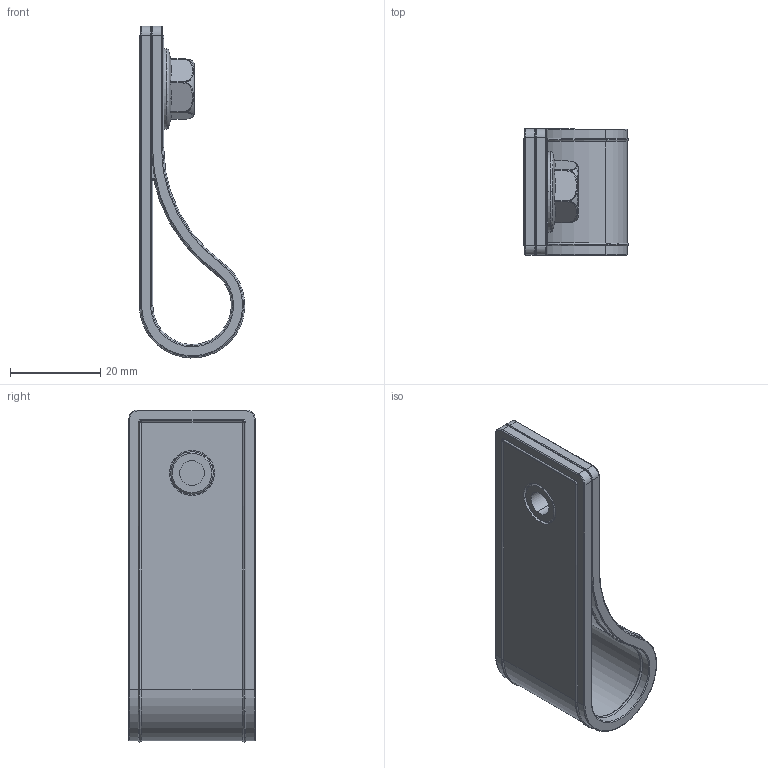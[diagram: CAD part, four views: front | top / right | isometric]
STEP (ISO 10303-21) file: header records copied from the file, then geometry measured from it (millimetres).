
FILE_DESCRIPTION(('Creo Elements/Direct Modeling STEP Export'),'2;1');
FILE_NAME('E018-74.stp','2023-10-17T11:05:01',(''),(''),'Creo Elements/Direct Modeling STEP processor for AP214 (Solid Model)','Creo Elements/Direct Modeling 20.0 12-Nov-2016 (C) Parametric Technology GmbH','');
FILE_SCHEMA(('AUTOMOTIVE_DESIGN { 1 0 10303 214 1 1 1 1 }'));
Length unit declared in the file: millimetre
Products named in the file (4): 2.2; Naht_3; 1; 8298-74.step
Assembly tree (3 placements, depth 2):
  8298-74.step
    1
    Naht_3
    2.2
Bounding box: 23.37 x 28 x 73.7 mm (x, y, z)
Volume: 12287.7 mm3; surface area: 13069.7 mm2
Topology: 3 solids, 3 shells, 180 faces, 434 edges, 250 vertices
Faces by surface type: cylinder 62, torus 50, bspline 32, plane 24, sphere 8, cone 4
Entity records: 9674 total; most frequent: CARTESIAN_POINT 5745, ORIENTED_EDGE 868, DIRECTION 748, EDGE_CURVE 434, AXIS2_PLACEMENT_3D 319, VERTEX_POINT 250, EDGE_LOOP 190, FACE_OUTER_BOUND 180
